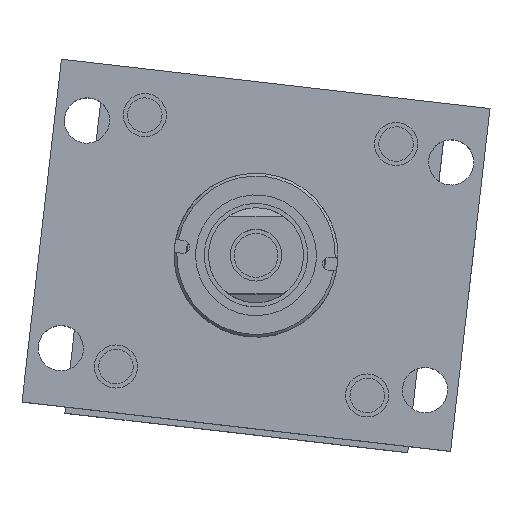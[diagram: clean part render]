
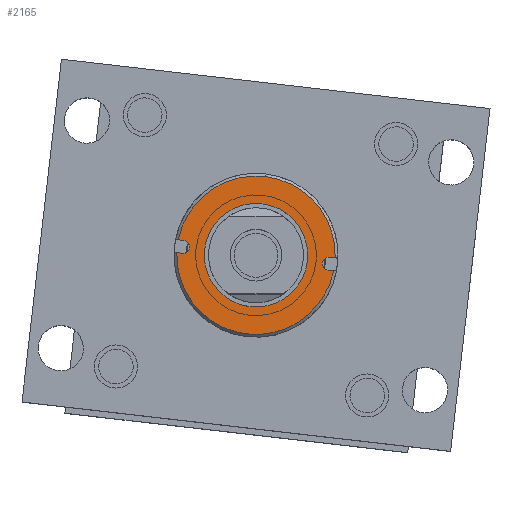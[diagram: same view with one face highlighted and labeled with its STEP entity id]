
A CAD part, top view. The second image highlights one B-rep face of the part: STEP entity #2165.
In plain terms, the highlighted face is planar.
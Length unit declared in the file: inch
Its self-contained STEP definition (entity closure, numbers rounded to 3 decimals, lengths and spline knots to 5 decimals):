
#62 = DIRECTION ( 'NONE',  ( 0., -1., 0. ) ) ;
#155 = CARTESIAN_POINT ( 'NONE',  ( 9.17484, 16.3823, -1.1475 ) ) ;
#258 = AXIS2_PLACEMENT_3D ( 'NONE', #4820, #6342, #621 ) ;
#542 = CARTESIAN_POINT ( 'NONE',  ( 9.17484, 16.3823, 0. ) ) ;
#588 = CARTESIAN_POINT ( 'NONE',  ( 9.17484, 17.5298, -0.094 ) ) ;
#597 = VERTEX_POINT ( 'NONE', #7436 ) ;
#621 = DIRECTION ( 'NONE',  ( 0., 0., -1. ) ) ;
#838 = VERTEX_POINT ( 'NONE', #2234 ) ;
#859 = EDGE_CURVE ( 'NONE', #838, #6373, #6705, .T. ) ;
#961 = CARTESIAN_POINT ( 'NONE',  ( 9.17484, 17.4443, 0. ) ) ;
#1070 = CARTESIAN_POINT ( 'NONE',  ( 9.17484, 17.5298, -0.094 ) ) ;
#1275 = VERTEX_POINT ( 'NONE', #7088 ) ;
#1378 = CARTESIAN_POINT ( 'NONE',  ( 9.17484, 17.5298, 0.094 ) ) ;
#1448 = ORIENTED_EDGE ( 'NONE', *, *, #8403, .T. ) ;
#1475 = CIRCLE ( 'NONE', #5336, 0.75 ) ;
#1525 = CIRCLE ( 'NONE', #4928, 1.1475 ) ;
#1653 = ORIENTED_EDGE ( 'NONE', *, *, #7128, .F. ) ;
#1876 = CIRCLE ( 'NONE', #258, 0.094 ) ;
#2012 = EDGE_CURVE ( 'NONE', #597, #7610, #1475, .T. ) ;
#2116 = ORIENTED_EDGE ( 'NONE', *, *, #5442, .T. ) ;
#2131 = ORIENTED_EDGE ( 'NONE', *, *, #4867, .F. ) ;
#2165 = ADVANCED_FACE ( 'NONE', ( #8834, #3288 ), #8721, .F. ) ;
#2215 = ORIENTED_EDGE ( 'NONE', *, *, #2012, .F. ) ;
#2234 = CARTESIAN_POINT ( 'NONE',  ( 9.17484, 17.52594, 0.094 ) ) ;
#2311 = DIRECTION ( 'NONE',  ( 0., 0., -1. ) ) ;
#2403 = DIRECTION ( 'NONE',  ( 0., 0., 1. ) ) ;
#2498 = LINE ( 'NONE', #1378, #7575 ) ;
#2552 = EDGE_LOOP ( 'NONE', ( #1448, #9006, #3921, #9111, #1653, #2116, #5660, #8436, #2131 ) ) ;
#2718 = DIRECTION ( 'NONE',  ( 0., 0., 1. ) ) ;
#2741 = CARTESIAN_POINT ( 'NONE',  ( 9.17484, 16.3823, 0. ) ) ;
#2746 = EDGE_CURVE ( 'NONE', #4889, #4336, #3951, .T. ) ;
#2838 = DIRECTION ( 'NONE',  ( 0., 0., 1. ) ) ;
#2855 = VECTOR ( 'NONE', #62, 39.37008 ) ;
#3039 = CARTESIAN_POINT ( 'NONE',  ( 9.17484, 16.3823, 0. ) ) ;
#3057 = CARTESIAN_POINT ( 'NONE',  ( 9.17484, 17.52594, -0.094 ) ) ;
#3227 = CIRCLE ( 'NONE', #6684, 0.75 ) ;
#3276 = CIRCLE ( 'NONE', #7427, 0.094 ) ;
#3288 = FACE_OUTER_BOUND ( 'NONE', #2552, .T. ) ;
#3358 = CIRCLE ( 'NONE', #8060, 1.1475 ) ;
#3482 = DIRECTION ( 'NONE',  ( 0., 1., 0. ) ) ;
#3532 = EDGE_CURVE ( 'NONE', #5704, #4889, #6652, .T. ) ;
#3591 = DIRECTION ( 'NONE',  ( 0., 0., -1. ) ) ;
#3921 = ORIENTED_EDGE ( 'NONE', *, *, #2746, .T. ) ;
#3951 = LINE ( 'NONE', #588, #6900 ) ;
#3954 = EDGE_CURVE ( 'NONE', #4336, #1275, #1876, .T. ) ;
#4094 = DIRECTION ( 'NONE',  ( -1., 0., 0. ) ) ;
#4162 = DIRECTION ( 'NONE',  ( 0., 1., 0. ) ) ;
#4276 = DIRECTION ( 'NONE',  ( -1., 0., 0. ) ) ;
#4327 = VERTEX_POINT ( 'NONE', #3057 ) ;
#4336 = VERTEX_POINT ( 'NONE', #7447 ) ;
#4342 = DIRECTION ( 'NONE',  ( 1., 0., 0. ) ) ;
#4716 = EDGE_CURVE ( 'NONE', #7610, #597, #3227, .T. ) ;
#4807 = EDGE_LOOP ( 'NONE', ( #8302, #2215 ) ) ;
#4820 = CARTESIAN_POINT ( 'NONE',  ( 9.17484, 15.3203, 0. ) ) ;
#4867 = EDGE_CURVE ( 'NONE', #4327, #7632, #5248, .T. ) ;
#4889 = VERTEX_POINT ( 'NONE', #6068 ) ;
#4928 = AXIS2_PLACEMENT_3D ( 'NONE', #2741, #7789, #2838 ) ;
#5137 = DIRECTION ( 'NONE',  ( 0., 0., 1. ) ) ;
#5248 = LINE ( 'NONE', #1070, #7409 ) ;
#5328 = DIRECTION ( 'NONE',  ( 0., -1., 0. ) ) ;
#5336 = AXIS2_PLACEMENT_3D ( 'NONE', #542, #4094, #2718 ) ;
#5442 = EDGE_CURVE ( 'NONE', #8351, #838, #3358, .T. ) ;
#5660 = ORIENTED_EDGE ( 'NONE', *, *, #859, .T. ) ;
#5704 = VERTEX_POINT ( 'NONE', #155 ) ;
#5997 = DIRECTION ( 'NONE',  ( 1., 0., 0. ) ) ;
#6022 = CARTESIAN_POINT ( 'NONE',  ( 9.17484, 17.4443, 0.094 ) ) ;
#6068 = CARTESIAN_POINT ( 'NONE',  ( 9.17484, 15.23865, -0.094 ) ) ;
#6342 = DIRECTION ( 'NONE',  ( 1., 0., 0. ) ) ;
#6344 = CARTESIAN_POINT ( 'NONE',  ( 9.17484, 17.4443, -0.094 ) ) ;
#6373 = VERTEX_POINT ( 'NONE', #6022 ) ;
#6426 = DIRECTION ( 'NONE',  ( 0., 0., 1. ) ) ;
#6652 = CIRCLE ( 'NONE', #7812, 1.1475 ) ;
#6684 = AXIS2_PLACEMENT_3D ( 'NONE', #7816, #4276, #6426 ) ;
#6705 = LINE ( 'NONE', #7237, #2855 ) ;
#6900 = VECTOR ( 'NONE', #3482, 39.37008 ) ;
#7088 = CARTESIAN_POINT ( 'NONE',  ( 9.17484, 15.3203, 0.094 ) ) ;
#7128 = EDGE_CURVE ( 'NONE', #8351, #1275, #2498, .T. ) ;
#7237 = CARTESIAN_POINT ( 'NONE',  ( 9.17484, 17.5298, 0.094 ) ) ;
#7299 = EDGE_CURVE ( 'NONE', #6373, #7632, #3276, .T. ) ;
#7409 = VECTOR ( 'NONE', #5328, 39.37008 ) ;
#7427 = AXIS2_PLACEMENT_3D ( 'NONE', #961, #5997, #2311 ) ;
#7436 = CARTESIAN_POINT ( 'NONE',  ( 9.17484, 16.3823, -0.75 ) ) ;
#7447 = CARTESIAN_POINT ( 'NONE',  ( 9.17484, 15.3203, -0.094 ) ) ;
#7463 = AXIS2_PLACEMENT_3D ( 'NONE', #7916, #4342, #3591 ) ;
#7575 = VECTOR ( 'NONE', #4162, 39.37008 ) ;
#7610 = VERTEX_POINT ( 'NONE', #8488 ) ;
#7632 = VERTEX_POINT ( 'NONE', #6344 ) ;
#7666 = CARTESIAN_POINT ( 'NONE',  ( 9.17484, 15.23865, 0.094 ) ) ;
#7789 = DIRECTION ( 'NONE',  ( -1., 0., 0. ) ) ;
#7812 = AXIS2_PLACEMENT_3D ( 'NONE', #3039, #8019, #2403 ) ;
#7816 = CARTESIAN_POINT ( 'NONE',  ( 9.17484, 16.3823, 0. ) ) ;
#7916 = CARTESIAN_POINT ( 'NONE',  ( 9.17484, 17.5298, 0. ) ) ;
#8019 = DIRECTION ( 'NONE',  ( -1., 0., 0. ) ) ;
#8060 = AXIS2_PLACEMENT_3D ( 'NONE', #8753, #8786, #5137 ) ;
#8302 = ORIENTED_EDGE ( 'NONE', *, *, #4716, .F. ) ;
#8351 = VERTEX_POINT ( 'NONE', #7666 ) ;
#8403 = EDGE_CURVE ( 'NONE', #4327, #5704, #1525, .T. ) ;
#8436 = ORIENTED_EDGE ( 'NONE', *, *, #7299, .T. ) ;
#8488 = CARTESIAN_POINT ( 'NONE',  ( 9.17484, 16.3823, 0.75 ) ) ;
#8721 = PLANE ( 'NONE',  #7463 ) ;
#8753 = CARTESIAN_POINT ( 'NONE',  ( 9.17484, 16.3823, 0. ) ) ;
#8786 = DIRECTION ( 'NONE',  ( -1., 0., 0. ) ) ;
#8834 = FACE_BOUND ( 'NONE', #4807, .T. ) ;
#9006 = ORIENTED_EDGE ( 'NONE', *, *, #3532, .T. ) ;
#9111 = ORIENTED_EDGE ( 'NONE', *, *, #3954, .T. ) ;
